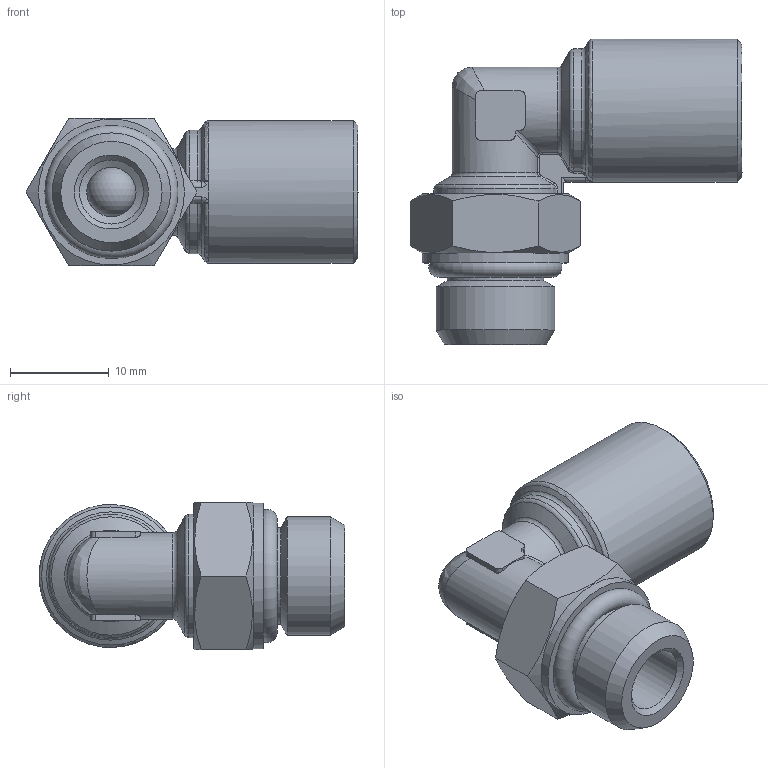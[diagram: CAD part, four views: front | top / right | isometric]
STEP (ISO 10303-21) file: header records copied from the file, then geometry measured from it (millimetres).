
FILE_DESCRIPTION(( 'MAF.16.06.M12X1.5.stp' ), '1');
FILE_NAME( 'MAF.16.06.M12X1.5.stp', '2021-02-19T15:27:24',( 'Sopra'),('sopra-pneumatic.com'), 'SwSTEP 2.0','SolidWorks 2009','' );
FILE_SCHEMA( ( 'AUTOMOTIVE_DESIGN { 1 0 10303 214 1 1 1 1 }' ) );
Length unit declared in the file: millimetre
Products named in the file (1): Rivoluzione2
Bounding box: 33.66 x 31 x 15 mm (x, y, z)
Volume: 4986.4 mm3; surface area: 3693.3 mm2
Topology: 1 solids, 1 shells, 256 faces, 670 edges, 433 vertices
Faces by surface type: bspline 97, plane 95, cylinder 41, cone 13, torus 9, sphere 1
Full cylindrical faces by diameter (mm): 2.95 x1, 3.85 x1, 4 x1, 5 x1, 6.15 x2, 6.5 x1, 9.8 x1, 12 x2, 14.5 x1, 14.8 x1
Entity records: 14112 total; most frequent: CARTESIAN_POINT 6612, ORIENTED_EDGE 1268, DIRECTION 823, EDGE_CURVE 634, VERTEX_POINT 425, EDGE_LOOP 302, LINE 295, VECTOR 295
